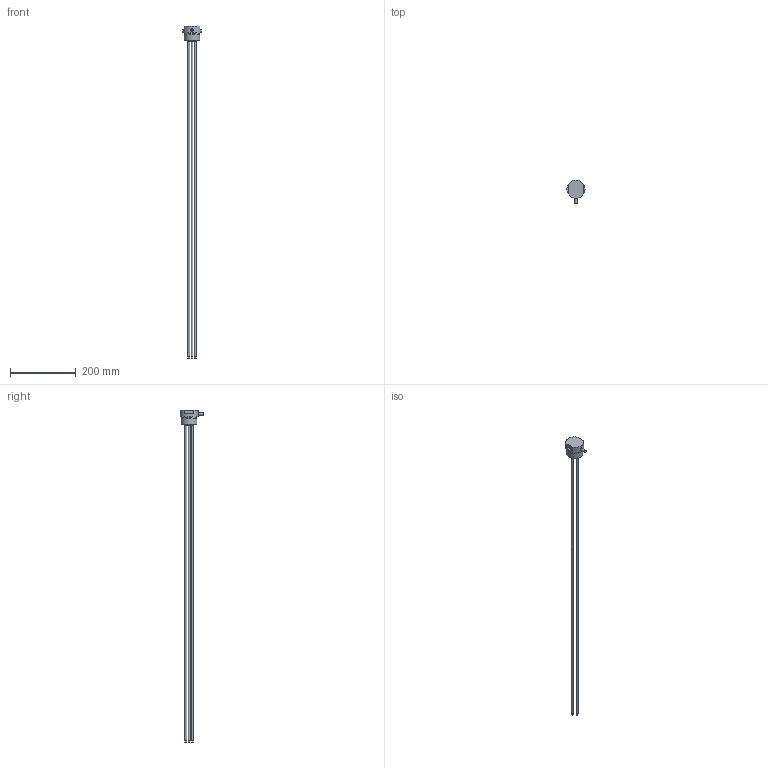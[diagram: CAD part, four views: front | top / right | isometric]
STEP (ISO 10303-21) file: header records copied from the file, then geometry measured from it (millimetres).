
FILE_DESCRIPTION(/* description */ (''),/* implementation_level */ '2;1');
FILE_NAME(/* name */ 'VTI4.stp',/* time_stamp */ '2020-01-07T15:31:34+01:00',/* author */ ('tvb'),/* organization */ (''),/* preprocessor_version */ 'ST-DEVELOPER v18',/* originating_system */ 'Autodesk Inventor 2020',/* authorisation */ '');
FILE_SCHEMA (('AUTOMOTIVE_DESIGN { 1 0 10303 214 3 1 1 }'));
Length unit declared in the file: millimetre
Products named in the file (1): VTI4
Bounding box: 55 x 72.5 x 1006.73 mm (x, y, z)
Volume: 199392.8 mm3; surface area: 85802 mm2
Topology: 1 solids, 6 shells, 105 faces, 266 edges, 179 vertices
Faces by surface type: plane 45, cone 39, cylinder 21
Full cylindrical faces by diameter (mm): 5 x10, 6 x4, 6.4 x1, 7.6 x1, 9 x2, 44.845 x1, 47.803 x1, 55 x1
Entity records: 3473 total; most frequent: CARTESIAN_POINT 785, DIRECTION 573, ORIENTED_EDGE 532, EDGE_CURVE 266, AXIS2_PLACEMENT_3D 253, VERTEX_POINT 179, CIRCLE 147, EDGE_LOOP 143
